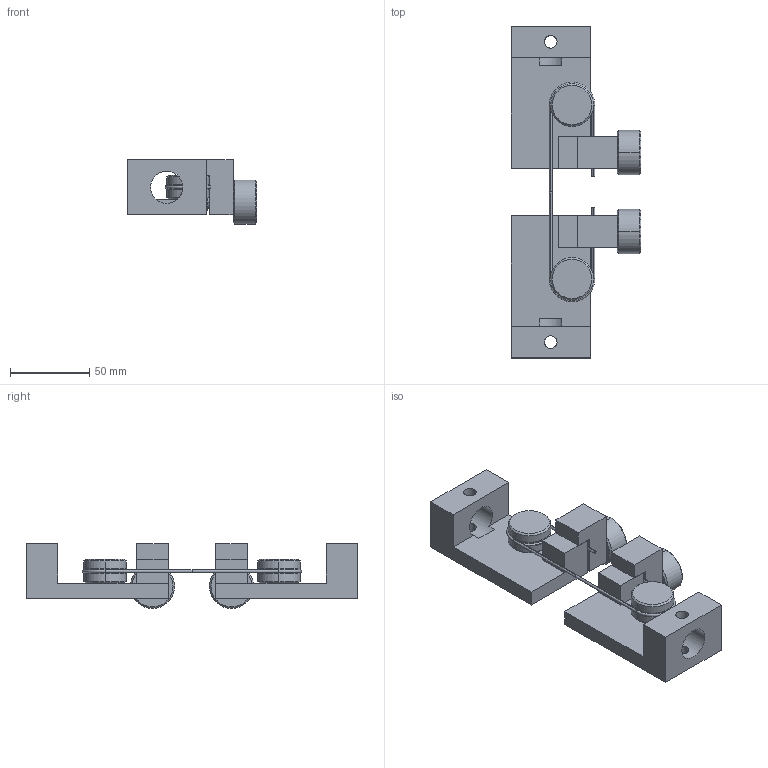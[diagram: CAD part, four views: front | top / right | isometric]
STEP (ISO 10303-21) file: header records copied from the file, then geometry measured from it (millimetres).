
FILE_DESCRIPTION (( 'STEP AP203' ), '1' );
FILE_NAME ('Filamenttester ASSEMBLY.STEP', '2021-07-31T10:35:41', ( '' ), ( '' ), 'SwSTEP 2.0', 'SolidWorks 2020', '' );
FILE_SCHEMA (( 'CONFIG_CONTROL_DESIGN' ));
Length unit declared in the file: millimetre
Products named in the file (3): Filament tester; Filamenttester ASSEMBLY; Filament tester mirrored
Assembly tree (2 placements, depth 2):
  Filamenttester ASSEMBLY
    Filament tester
    Filament tester mirrored
Bounding box: 82 x 210 x 41 mm (x, y, z)
Volume: 215129.1 mm3; surface area: 62330.8 mm2
Topology: 10 solids, 10 shells, 202 faces, 436 edges, 258 vertices
Faces by surface type: cylinder 68, plane 64, cone 40, torus 30
Entity records: 6011 total; most frequent: CARTESIAN_POINT 1161, DIRECTION 1056, ORIENTED_EDGE 864, EDGE_CURVE 432, AXIS2_PLACEMENT_3D 425, VERTEX_POINT 258, EDGE_LOOP 230, CIRCLE 218
